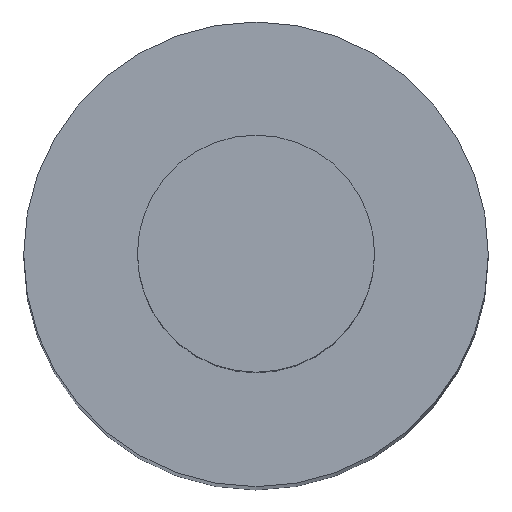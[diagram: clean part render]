
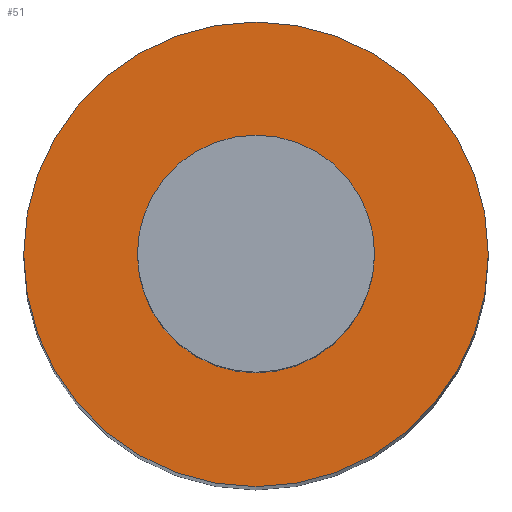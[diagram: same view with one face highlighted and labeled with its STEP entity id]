
A CAD part, top view. The second image highlights one B-rep face of the part: STEP entity #51.
In plain terms, the highlighted planar face has unit normal (0, 0, 1).
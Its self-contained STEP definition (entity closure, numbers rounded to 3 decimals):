
#40=FACE_BOUND('',#68,.T.);
#41=FACE_BOUND('',#69,.T.);
#44=PLANE('',#169);
#51=ADVANCED_FACE('',(#40,#41),#44,.T.);
#68=EDGE_LOOP('',(#98,#99));
#69=EDGE_LOOP('',(#100,#101));
#71=CIRCLE('',#156,25.);
#73=CIRCLE('',#160,25.);
#76=CIRCLE('',#165,49.);
#77=CIRCLE('',#167,49.);
#98=ORIENTED_EDGE('',*,*,#115,.F.);
#99=ORIENTED_EDGE('',*,*,#113,.F.);
#100=ORIENTED_EDGE('',*,*,#121,.F.);
#101=ORIENTED_EDGE('',*,*,#120,.F.);
#103=VERTEX_POINT('',#218);
#105=VERTEX_POINT('',#222);
#108=VERTEX_POINT('',#235);
#109=VERTEX_POINT('',#237);
#113=EDGE_CURVE('',#105,#103,#71,.T.);
#115=EDGE_CURVE('',#103,#105,#73,.T.);
#120=EDGE_CURVE('',#109,#108,#76,.T.);
#121=EDGE_CURVE('',#108,#109,#77,.T.);
#156=AXIS2_PLACEMENT_3D('',#223,#182,#183);
#160=AXIS2_PLACEMENT_3D('',#227,#190,#191);
#165=AXIS2_PLACEMENT_3D('',#238,#202,#203);
#167=AXIS2_PLACEMENT_3D('',#240,#206,#207);
#169=AXIS2_PLACEMENT_3D('',#242,#210,#211);
#182=DIRECTION('',(0.,0.,1.));
#183=DIRECTION('',(1.,0.,0.));
#190=DIRECTION('',(0.,0.,1.));
#191=DIRECTION('',(1.,0.,0.));
#202=DIRECTION('',(0.,0.,-1.));
#203=DIRECTION('',(1.,0.,0.));
#206=DIRECTION('',(0.,0.,-1.));
#207=DIRECTION('',(1.,0.,0.));
#210=DIRECTION('',(0.,0.,1.));
#211=DIRECTION('',(-1.,0.,0.));
#218=CARTESIAN_POINT('',(25.,0.,0.));
#222=CARTESIAN_POINT('',(-25.,0.,0.));
#223=CARTESIAN_POINT('',(0.,0.,0.));
#227=CARTESIAN_POINT('',(0.,0.,0.));
#235=CARTESIAN_POINT('',(-49.,0.,0.));
#237=CARTESIAN_POINT('',(49.,0.,0.));
#238=CARTESIAN_POINT('',(0.,0.,0.));
#240=CARTESIAN_POINT('',(0.,0.,0.));
#242=CARTESIAN_POINT('',(0.,0.,0.));
